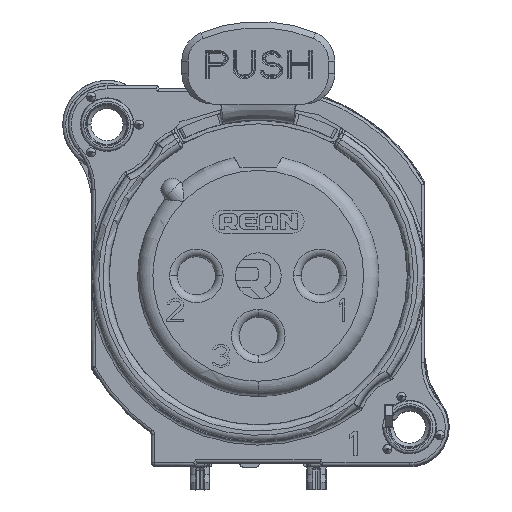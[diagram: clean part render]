
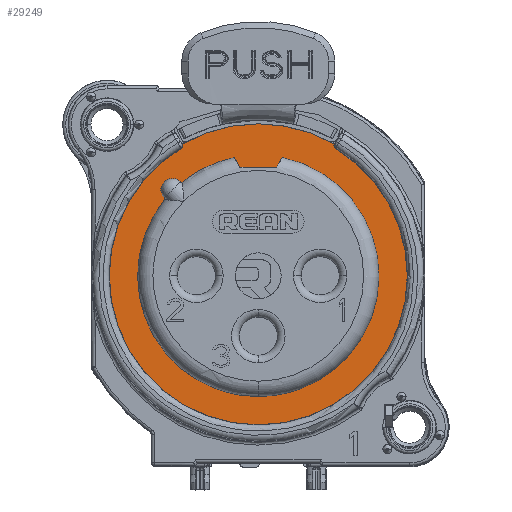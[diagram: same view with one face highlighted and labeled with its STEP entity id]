
A CAD part, top view. The second image highlights one B-rep face of the part: STEP entity #29249.
In plain terms, the highlighted planar face has unit normal (0, 0, 1).
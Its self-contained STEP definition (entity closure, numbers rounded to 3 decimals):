
#21=CARTESIAN_POINT('',(4.978,8.615,2.6));
#2486=CARTESIAN_POINT('',(0.,0.,2.6));
#2487=DIRECTION('',(0.,0.,-1.));
#2488=DIRECTION('',(0.518,0.856,0.));
#2489=AXIS2_PLACEMENT_3D('',#2486,#2487,#2488);
#2491=CARTESIAN_POINT('',(0.,0.,2.6));
#2492=DIRECTION('',(0.,0.,-1.));
#2493=DIRECTION('',(1.,0.,0.));
#2494=AXIS2_PLACEMENT_3D('',#2491,#2492,#2493);
#2496=CARTESIAN_POINT('',(0.,0.,2.6));
#2497=DIRECTION('',(0.,0.,-1.));
#2498=DIRECTION('',(-1.,0.,0.));
#2499=AXIS2_PLACEMENT_3D('',#2496,#2497,#2498);
#2501=CARTESIAN_POINT('',(-5.047,8.346,2.6));
#2502=CARTESIAN_POINT('',(-5.024,8.36,2.6));
#2503=CARTESIAN_POINT('',(-4.986,8.395,2.6));
#2504=CARTESIAN_POINT('',(-4.952,8.467,2.6));
#2505=CARTESIAN_POINT('',(-4.948,8.546,2.6));
#2506=CARTESIAN_POINT('',(-4.964,8.593,2.6));
#2507=CARTESIAN_POINT('',(-4.977,8.616,2.6));
#2509=CARTESIAN_POINT('',(0.,0.,2.6));
#2510=DIRECTION('',(0.,0.,-1.));
#2511=DIRECTION('',(-0.5,0.866,0.));
#2512=AXIS2_PLACEMENT_3D('',#2509,#2510,#2511);
#2514=CARTESIAN_POINT('',(4.978,8.615,2.6));
#2515=CARTESIAN_POINT('',(4.965,8.592,2.6));
#2516=CARTESIAN_POINT('',(4.949,8.543,2.6));
#2517=CARTESIAN_POINT('',(4.954,8.464,2.6));
#2518=CARTESIAN_POINT('',(4.988,8.393,2.6));
#2519=CARTESIAN_POINT('',(5.025,8.359,2.6));
#2520=CARTESIAN_POINT('',(5.048,8.345,2.6));
#2522=DIRECTION('',(-0.5,0.866,0.));
#2523=VECTOR('',#2522,0.742);
#2524=CARTESIAN_POINT('',(-1.2,7.1,2.6));
#2525=LINE('',#2524,#2523);
#2526=CARTESIAN_POINT('',(0.,0.,2.6));
#2527=DIRECTION('',(0.,0.,1.));
#2528=DIRECTION('',(-0.199,0.98,0.));
#2529=AXIS2_PLACEMENT_3D('',#2526,#2527,#2528);
#2531=DIRECTION('',(-0.707,0.707,0.));
#2532=VECTOR('',#2531,0.086);
#2533=CARTESIAN_POINT('',(-5.031,6.091,2.6));
#2534=LINE('',#2533,#2532);
#2535=CARTESIAN_POINT('',(-5.621,5.621,2.6));
#2536=DIRECTION('',(0.,0.,1.));
#2537=DIRECTION('',(0.707,0.707,0.));
#2538=AXIS2_PLACEMENT_3D('',#2535,#2536,#2537);
#2540=DIRECTION('',(0.707,-0.707,0.));
#2541=VECTOR('',#2540,0.086);
#2542=CARTESIAN_POINT('',(-6.152,5.091,2.6));
#2543=LINE('',#2542,#2541);
#2544=CARTESIAN_POINT('',(0.,0.,2.6));
#2545=DIRECTION('',(0.,0.,1.));
#2546=DIRECTION('',(-0.771,0.637,0.));
#2547=AXIS2_PLACEMENT_3D('',#2544,#2545,#2546);
#2549=CARTESIAN_POINT('',(0.,0.,2.6));
#2550=DIRECTION('',(0.,0.,1.));
#2551=DIRECTION('',(-0.342,-0.94,0.));
#2552=AXIS2_PLACEMENT_3D('',#2549,#2550,#2551);
#2554=CARTESIAN_POINT('',(0.,0.,2.6));
#2555=DIRECTION('',(0.,0.,1.));
#2556=DIRECTION('',(0.342,-0.94,0.));
#2557=AXIS2_PLACEMENT_3D('',#2554,#2555,#2556);
#2559=DIRECTION('',(-0.5,-0.866,0.));
#2560=VECTOR('',#2559,0.742);
#2561=CARTESIAN_POINT('',(1.571,7.742,2.6));
#2562=LINE('',#2561,#2560);
#2563=DIRECTION('',(-1.,0.,0.));
#2564=VECTOR('',#2563,2.4);
#2565=CARTESIAN_POINT('',(1.2,7.1,2.6));
#2566=LINE('',#2565,#2564);
#22228=VERTEX_POINT('',#21);
#22229=CARTESIAN_POINT('',(-4.977,8.616,2.6));
#22230=VERTEX_POINT('',#22229);
#24750=VERTEX_POINT('',#2501);
#24752=CARTESIAN_POINT('',(-9.753,0.,2.6));
#24753=VERTEX_POINT('',#24752);
#24754=CARTESIAN_POINT('',(9.753,0.,2.6));
#24755=VERTEX_POINT('',#24754);
#24756=CARTESIAN_POINT('',(5.048,8.345,2.6));
#24757=VERTEX_POINT('',#24756);
#24758=CARTESIAN_POINT('',(-1.2,7.1,2.6));
#24759=CARTESIAN_POINT('',(-1.571,7.742,2.6));
#24760=VERTEX_POINT('',#24758);
#24761=VERTEX_POINT('',#24759);
#24762=CARTESIAN_POINT('',(-5.031,6.091,2.6));
#24763=VERTEX_POINT('',#24762);
#24764=CARTESIAN_POINT('',(-5.091,6.152,2.6));
#24765=VERTEX_POINT('',#24764);
#24766=CARTESIAN_POINT('',(-6.152,5.091,2.6));
#24767=VERTEX_POINT('',#24766);
#24768=CARTESIAN_POINT('',(-6.091,5.031,2.6));
#24769=VERTEX_POINT('',#24768);
#24770=CARTESIAN_POINT('',(-2.702,-7.424,2.6));
#24771=VERTEX_POINT('',#24770);
#24772=CARTESIAN_POINT('',(2.703,-7.425,2.6));
#24773=VERTEX_POINT('',#24772);
#24774=CARTESIAN_POINT('',(1.571,7.742,2.6));
#24775=VERTEX_POINT('',#24774);
#24776=CARTESIAN_POINT('',(1.2,7.1,2.6));
#24777=VERTEX_POINT('',#24776);
#29210=CARTESIAN_POINT('',(0.,0.,2.6));
#29211=DIRECTION('',(0.,0.,1.));
#29212=DIRECTION('',(1.,0.,0.));
#29213=AXIS2_PLACEMENT_3D('',#29210,#29211,#29212);
#29214=PLANE('',#29213);
#29216=ORIENTED_EDGE('',*,*,#29215,.T.);
#29218=ORIENTED_EDGE('',*,*,#29217,.T.);
#29220=ORIENTED_EDGE('',*,*,#29219,.T.);
#29221=ORIENTED_EDGE('',*,*,#29200,.T.);
#29222=ORIENTED_EDGE('',*,*,#27055,.T.);
#29224=ORIENTED_EDGE('',*,*,#29223,.T.);
#29225=EDGE_LOOP('',(#29216,#29218,#29220,#29221,#29222,#29224));
#29226=FACE_OUTER_BOUND('',#29225,.F.);
#29228=ORIENTED_EDGE('',*,*,#29227,.T.);
#29230=ORIENTED_EDGE('',*,*,#29229,.T.);
#29232=ORIENTED_EDGE('',*,*,#29231,.T.);
#29234=ORIENTED_EDGE('',*,*,#29233,.T.);
#29236=ORIENTED_EDGE('',*,*,#29235,.T.);
#29238=ORIENTED_EDGE('',*,*,#29237,.T.);
#29240=ORIENTED_EDGE('',*,*,#29239,.T.);
#29242=ORIENTED_EDGE('',*,*,#29241,.T.);
#29244=ORIENTED_EDGE('',*,*,#29243,.T.);
#29246=ORIENTED_EDGE('',*,*,#29245,.T.);
#29247=EDGE_LOOP('',(#29228,#29230,#29232,#29234,#29236,#29238,#29240,#29242,
#29244,#29246));
#29248=FACE_BOUND('',#29247,.F.);
#29249=ADVANCED_FACE('',(#29226,#29248),#29214,.T.);
#2490=CIRCLE('',#2489,9.753);
#2495=CIRCLE('',#2494,9.753);
#2500=CIRCLE('',#2499,9.753);
#2508=B_SPLINE_CURVE_WITH_KNOTS('',3,(#2501,#2502,#2503,#2504,#2505,#2506,
#2507),.UNSPECIFIED.,.F.,.F.,(4,1,1,1,4),(0.,0.25,0.5,0.75,1.),
.UNSPECIFIED.);
#2513=CIRCLE('',#2512,9.95);
#2521=B_SPLINE_CURVE_WITH_KNOTS('',3,(#2514,#2515,#2516,#2517,#2518,#2519,
#2520),.UNSPECIFIED.,.F.,.F.,(4,1,1,1,4),(0.,0.25,0.5,0.75,1.),
.UNSPECIFIED.);
#2530=CIRCLE('',#2529,7.9);
#2539=CIRCLE('',#2538,0.75);
#2548=CIRCLE('',#2547,7.9);
#2553=CIRCLE('',#2552,7.902);
#2558=CIRCLE('',#2557,7.9);
#27055=EDGE_CURVE('',#22230,#22228,#2513,.T.);
#29200=EDGE_CURVE('',#24750,#22230,#2508,.T.);
#29215=EDGE_CURVE('',#24757,#24755,#2490,.T.);
#29217=EDGE_CURVE('',#24755,#24753,#2495,.T.);
#29219=EDGE_CURVE('',#24753,#24750,#2500,.T.);
#29223=EDGE_CURVE('',#22228,#24757,#2521,.T.);
#29227=EDGE_CURVE('',#24760,#24761,#2525,.T.);
#29229=EDGE_CURVE('',#24761,#24763,#2530,.T.);
#29231=EDGE_CURVE('',#24763,#24765,#2534,.T.);
#29233=EDGE_CURVE('',#24765,#24767,#2539,.T.);
#29235=EDGE_CURVE('',#24767,#24769,#2543,.T.);
#29237=EDGE_CURVE('',#24769,#24771,#2548,.T.);
#29239=EDGE_CURVE('',#24771,#24773,#2553,.T.);
#29241=EDGE_CURVE('',#24773,#24775,#2558,.T.);
#29243=EDGE_CURVE('',#24775,#24777,#2562,.T.);
#29245=EDGE_CURVE('',#24777,#24760,#2566,.T.);
